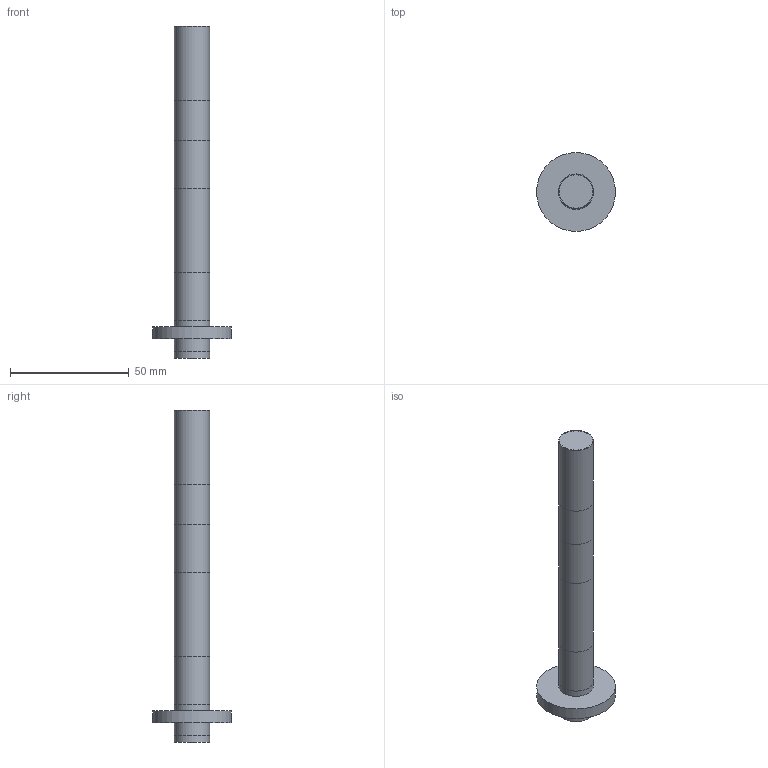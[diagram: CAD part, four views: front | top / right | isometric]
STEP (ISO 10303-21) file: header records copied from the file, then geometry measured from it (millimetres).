
FILE_DESCRIPTION(('Open CASCADE Model'),'2;1');
FILE_NAME('Open CASCADE Shape Model','2023-05-02T13:55:56',('Author'),( 'Open CASCADE'),'Open CASCADE STEP processor 7.7','Open CASCADE 7.7' ,'Unknown');
FILE_SCHEMA(('AUTOMOTIVE_DESIGN { 1 0 10303 214 1 1 1 1 }'));
Length unit declared in the file: millimetre
Products named in the file (57): CQ assembly; Rotor; Rotor_part; layer10_1; layer10_1_part; layer10_2; layer10_2_part; layer10_3; layer10_3_part; layer11_1; layer11_1_part; layer11_2; layer11_2_part; layer11_3; layer11_3_part; layer12_1; layer12_1_part; layer12_2; layer12_2_part; layer12_3; layer12_3_part; layer13_1; layer13_1_part; layer13_2; layer13_2_part; layer13_3; layer13_3_part; layer14_1; layer14_1_part; layer14_2; layer14_2_part; layer14_3; layer14_3_part; layer15_1; layer15_1_part; layer15_2; layer15_2_part; layer15_3; layer15_3_part; layer16_1 ...
Assembly tree (56 placements, depth 4):
  CQ assembly
    Rotor
      Rotor_part
      layer10_1
        layer10_1_part
      layer10_2
        layer10_2_part
      layer10_3
        layer10_3_part
      layer11_1
        layer11_1_part
      layer11_2
        layer11_2_part
      layer11_3
        layer11_3_part
      layer12_1
        layer12_1_part
      layer12_2
        layer12_2_part
      layer12_3
        layer12_3_part
      layer13_1
        layer13_1_part
      layer13_2
        layer13_2_part
      layer13_3
        layer13_3_part
      layer14_1
        layer14_1_part
      layer14_2
        layer14_2_part
      layer14_3
        layer14_3_part
      layer15_1
        layer15_1_part
      layer15_2
        layer15_2_part
      layer15_3
        layer15_3_part
      layer16_1
        layer16_1_part
      layer16_2
        layer16_2_part
      layer16_3
        layer16_3_part
      layer17_1
        layer17_1_part
      layer17_2
        layer17_2_part
      layer17_3
        layer17_3_part
      layer18_1
        layer18_1_part
      layer18_2
        layer18_2_part
      layer18_3
        layer18_3_part
Bounding box: 33.24 x 33.24 x 139.82 mm (x, y, z)
Volume: 24112.4 mm3; surface area: 15880.1 mm2
Topology: 11 solids, 11 shells, 41 faces, 57 edges, 38 vertices
Faces by surface type: plane 22, cylinder 19
Full cylindrical faces by diameter (mm): 5.521 x2, 6.546 x6, 14.045 x2, 14.785 x8, 33.237 x1
Entity records: 2798 total; most frequent: CARTESIAN_POINT 403, DIRECTION 389, AXIS2_PLACEMENT_3D 136, ORIENTED_EDGE 114, PCURVE 114, DEFINITIONAL_REPRESENTATION 114, PRODUCT_DEFINITION_SHAPE 113, LINE 95
